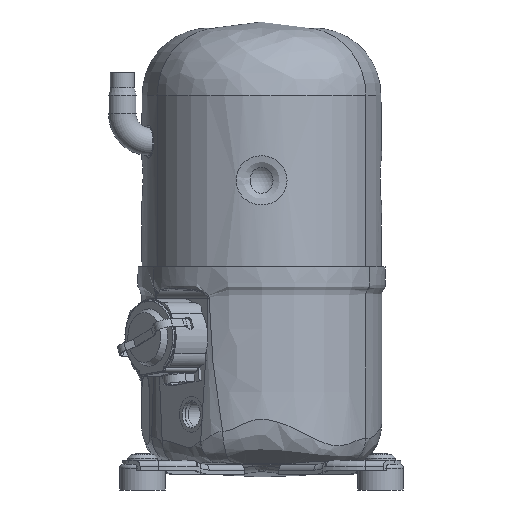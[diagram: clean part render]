
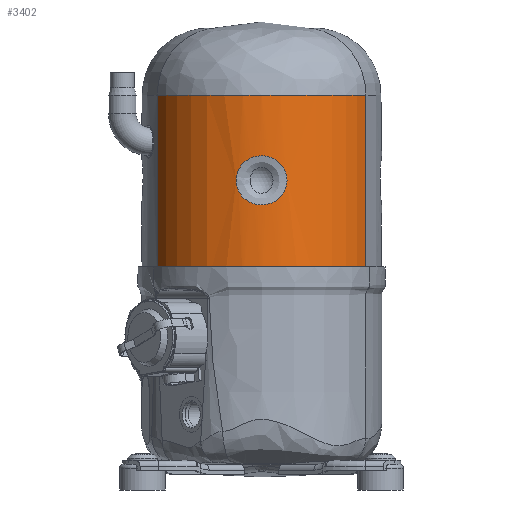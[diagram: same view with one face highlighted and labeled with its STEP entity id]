
A CAD part, front view. The second image highlights one B-rep face of the part: STEP entity #3402.
In plain terms, the highlighted cylindrical face has radius 90.3 mm (diameter 180.6 mm), a partial arc.
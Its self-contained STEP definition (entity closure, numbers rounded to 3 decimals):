
#181=LINE('',#36854,#848);
#182=LINE('',#36891,#849);
#848=VECTOR('',#16223,1.);
#849=VECTOR('',#16230,1.);
#2532=B_SPLINE_CURVE_WITH_KNOTS('',3,(#36860,#36861,#36862,#36863,#36864,
#36865,#36866,#36867,#36868,#36869,#36870,#36871,#36872,#36873,#36874,#36875,
#36876,#36877,#36878,#36879,#36880,#36881,#36882,#36883,#36884,#36885,#36886,
#36887,#36888,#36889),.UNSPECIFIED.,.T.,.F.,(2,2,2,2,2,2,2,2,2,2,2,2,2,2,
2,2,2),(-0.062,0.,0.063,0.125,0.25,0.313,0.375,
0.438,0.5,0.563,0.625,0.75,0.813,
0.875,0.938,1.,1.063),.UNSPECIFIED.);
#2939=CYLINDRICAL_SURFACE('',#14315,90.3);
#3402=ADVANCED_FACE('',(#4554,#4555),#2939,.T.);
#4554=FACE_BOUND('',#5383,.T.);
#4555=FACE_BOUND('',#5384,.T.);
#5383=EDGE_LOOP('',(#7285));
#5384=EDGE_LOOP('',(#7286,#7287,#7288,#7289));
#7285=ORIENTED_EDGE('',*,*,#11841,.T.);
#7286=ORIENTED_EDGE('',*,*,#11842,.F.);
#7287=ORIENTED_EDGE('',*,*,#11843,.T.);
#7288=ORIENTED_EDGE('',*,*,#11838,.T.);
#7289=ORIENTED_EDGE('',*,*,#11844,.T.);
#10388=VERTEX_POINT('',#36855);
#10389=VERTEX_POINT('',#36856);
#10390=VERTEX_POINT('',#36890);
#10391=VERTEX_POINT('',#36892);
#10392=VERTEX_POINT('',#36893);
#11838=EDGE_CURVE('',#10388,#10389,#181,.T.);
#11841=EDGE_CURVE('',#10390,#10390,#2532,.T.);
#11842=EDGE_CURVE('',#10391,#10392,#182,.T.);
#11843=EDGE_CURVE('',#10391,#10388,#13416,.T.);
#11844=EDGE_CURVE('',#10389,#10392,#13417,.T.);
#13416=CIRCLE('',#14313,90.3);
#13417=CIRCLE('',#14314,90.3);
#14313=AXIS2_PLACEMENT_3D('',#36894,#16231,#16232);
#14314=AXIS2_PLACEMENT_3D('',#36895,#16233,#16234);
#14315=AXIS2_PLACEMENT_3D('',#36896,#16235,#16236);
#16223=DIRECTION('',(0.,0.,-1.));
#16230=DIRECTION('',(0.,0.,-1.));
#16231=DIRECTION('',(0.,0.,-1.));
#16232=DIRECTION('',(0.,-1.,0.));
#16233=DIRECTION('',(0.,0.,1.));
#16234=DIRECTION('',(0.,-1.,0.));
#16235=DIRECTION('',(0.,0.,-1.));
#16236=DIRECTION('',(0.,1.,0.));
#36854=CARTESIAN_POINT('',(-83.446,-63.209,195.2));
#36855=CARTESIAN_POINT('',(-83.446,-63.209,137.4));
#36856=CARTESIAN_POINT('',(-83.446,-63.209,-14.8));
#36860=CARTESIAN_POINT('',(-20.413,-116.663,66.541));
#36861=CARTESIAN_POINT('',(-20.413,-116.663,71.859));
#36862=CARTESIAN_POINT('',(-19.859,-116.796,74.467));
#36863=CARTESIAN_POINT('',(-17.759,-117.243,79.273));
#36864=CARTESIAN_POINT('',(-16.209,-117.554,81.454));
#36865=CARTESIAN_POINT('',(-10.523,-118.467,86.814));
#36866=CARTESIAN_POINT('',(-5.263,-119.,88.83));
#36867=CARTESIAN_POINT('',(2.625,-119.,88.832));
#36868=CARTESIAN_POINT('',(5.248,-118.881,88.349));
#36869=CARTESIAN_POINT('',(10.157,-118.461,86.445));
#36870=CARTESIAN_POINT('',(12.392,-118.167,85.052));
#36871=CARTESIAN_POINT('',(16.23,-117.551,81.435));
#36872=CARTESIAN_POINT('',(17.756,-117.244,79.28));
#36873=CARTESIAN_POINT('',(19.86,-116.796,74.466));
#36874=CARTESIAN_POINT('',(20.411,-116.663,71.836));
#36875=CARTESIAN_POINT('',(20.415,-116.662,66.59));
#36876=CARTESIAN_POINT('',(19.862,-116.795,63.947));
#36877=CARTESIAN_POINT('',(17.774,-117.24,59.153));
#36878=CARTESIAN_POINT('',(16.232,-117.55,56.97));
#36879=CARTESIAN_POINT('',(10.515,-118.469,51.572));
#36880=CARTESIAN_POINT('',(5.27,-119.,49.569));
#36881=CARTESIAN_POINT('',(-2.635,-119.,49.569));
#36882=CARTESIAN_POINT('',(-5.267,-118.879,50.058));
#36883=CARTESIAN_POINT('',(-10.145,-118.462,51.951));
#36884=CARTESIAN_POINT('',(-12.415,-118.163,53.371));
#36885=CARTESIAN_POINT('',(-16.201,-117.555,56.937));
#36886=CARTESIAN_POINT('',(-17.756,-117.243,59.126));
#36887=CARTESIAN_POINT('',(-19.849,-116.798,63.904));
#36888=CARTESIAN_POINT('',(-20.413,-116.663,66.541));
#36889=CARTESIAN_POINT('',(-20.413,-116.663,71.859));
#36890=CARTESIAN_POINT('',(-20.413,-116.663,69.2));
#36891=CARTESIAN_POINT('',(83.446,-63.209,195.2));
#36892=CARTESIAN_POINT('',(83.446,-63.209,137.4));
#36893=CARTESIAN_POINT('',(83.446,-63.209,-14.8));
#36894=CARTESIAN_POINT('',(0.,-28.7,137.4));
#36895=CARTESIAN_POINT('',(0.,-28.7,-14.8));
#36896=CARTESIAN_POINT('',(0.,-28.7,195.2));
